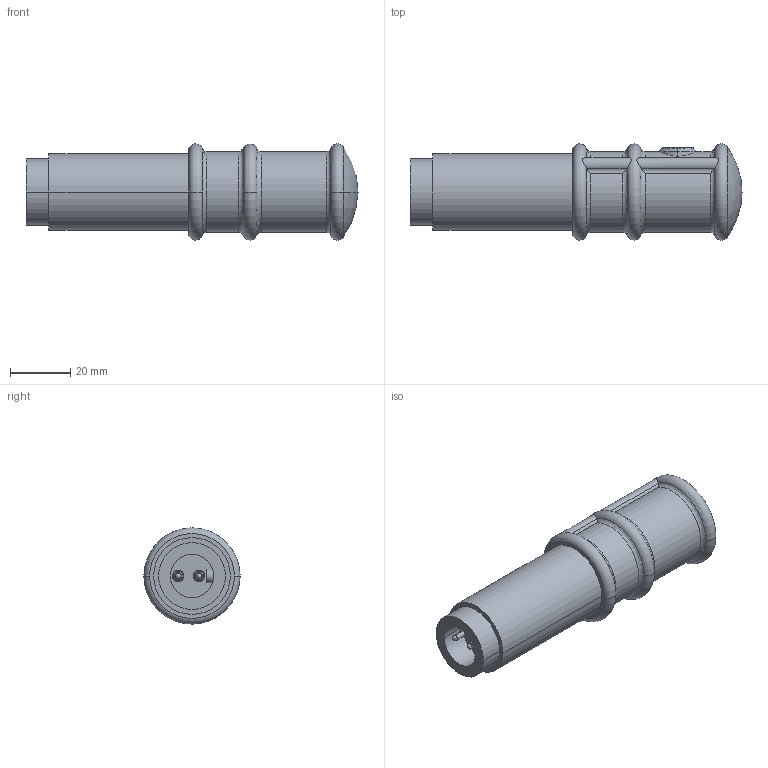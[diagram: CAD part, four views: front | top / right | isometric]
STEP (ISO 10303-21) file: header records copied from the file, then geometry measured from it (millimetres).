
FILE_DESCRIPTION (( 'STEP AP203' ), '1' );
FILE_NAME ('55502S.step', '2021-08-24T10:41:32', ( '' ), ( '' ), 'SwSTEP 2.0', 'SolidWorks 2021', '' );
FILE_SCHEMA (( 'CONFIG_CONTROL_DESIGN' ));
Length unit declared in the file: inch
Products named in the file (1): 55502S
Bounding box: 110.44 x 32 x 32 mm (x, y, z)
Volume: 59954.8 mm3; surface area: 11620.3 mm2
Topology: 3 solids, 3 shells, 88 faces, 217 edges, 136 vertices
Faces by surface type: cylinder 38, torus 18, plane 12, cone 10, bspline 8, sphere 2
Entity records: 3632 total; most frequent: CARTESIAN_POINT 1567, ORIENTED_EDGE 426, DIRECTION 407, EDGE_CURVE 213, AXIS2_PLACEMENT_3D 176, VERTEX_POINT 136, CIRCLE 95, EDGE_LOOP 93
